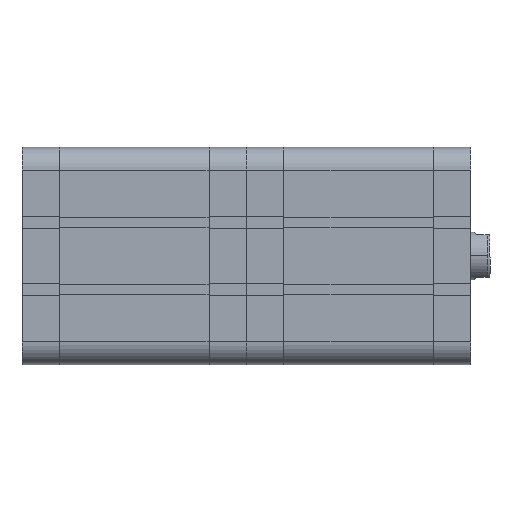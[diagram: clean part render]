
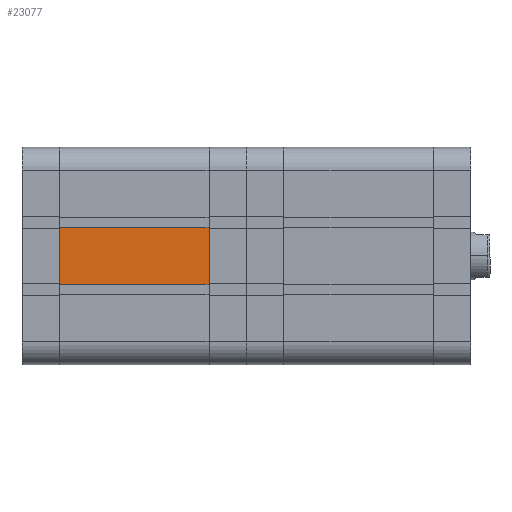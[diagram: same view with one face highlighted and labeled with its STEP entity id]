
A CAD part, front view. The second image highlights one B-rep face of the part: STEP entity #23077.
In plain terms, the highlighted planar face has unit normal (0, -1, 0).
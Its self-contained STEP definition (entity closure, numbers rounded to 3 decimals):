
#767 = CARTESIAN_POINT ( 'NONE',  ( 78.001, -56.75, 14.7 ) ) ;
#1263 = CARTESIAN_POINT ( 'NONE',  ( 78., -56.75, -56.75 ) ) ;
#2900 = EDGE_CURVE ( 'NONE', #20219, #7510, #6668, .T. ) ;
#3041 = PLANE ( 'NONE',  #13467 ) ;
#3413 = VECTOR ( 'NONE', #14714, 1000. ) ;
#5229 = VECTOR ( 'NONE', #22944, 1000. ) ;
#5935 = VERTEX_POINT ( 'NONE', #26570 ) ;
#6264 = FACE_OUTER_BOUND ( 'NONE', #13535, .T. ) ;
#6668 = LINE ( 'NONE', #767, #5229 ) ;
#6960 = ORIENTED_EDGE ( 'NONE', *, *, #25251, .F. ) ;
#7510 = VERTEX_POINT ( 'NONE', #15244 ) ;
#7661 = DIRECTION ( 'NONE',  ( 0., 0., -1. ) ) ;
#7719 = VECTOR ( 'NONE', #7661, 1000. ) ;
#8022 = CARTESIAN_POINT ( 'NONE',  ( 0., -56.75, -56.75 ) ) ;
#12199 = CARTESIAN_POINT ( 'NONE',  ( 78.001, -56.75, -14.7 ) ) ;
#13300 = ORIENTED_EDGE ( 'NONE', *, *, #2900, .T. ) ;
#13467 = AXIS2_PLACEMENT_3D ( 'NONE', #14654, #30770, #25565 ) ;
#13535 = EDGE_LOOP ( 'NONE', ( #13300, #31495, #21275, #6960 ) ) ;
#14245 = CARTESIAN_POINT ( 'NONE',  ( 78., -56.75, -14.7 ) ) ;
#14654 = CARTESIAN_POINT ( 'NONE',  ( 78., -56.75, -56.75 ) ) ;
#14714 = DIRECTION ( 'NONE',  ( -1., 0., 0. ) ) ;
#15244 = CARTESIAN_POINT ( 'NONE',  ( 0., -56.75, 14.7 ) ) ;
#15292 = EDGE_CURVE ( 'NONE', #31853, #5935, #33857, .T. ) ;
#16609 = LINE ( 'NONE', #8022, #7719 ) ;
#20219 = VERTEX_POINT ( 'NONE', #35091 ) ;
#21275 = ORIENTED_EDGE ( 'NONE', *, *, #15292, .F. ) ;
#22551 = EDGE_CURVE ( 'NONE', #7510, #5935, #16609, .T. ) ;
#22944 = DIRECTION ( 'NONE',  ( -1., 0., 0. ) ) ;
#23077 = ADVANCED_FACE ( 'NONE', ( #6264 ), #3041, .F. ) ;
#23078 = LINE ( 'NONE', #1263, #25571 ) ;
#25251 = EDGE_CURVE ( 'NONE', #20219, #31853, #23078, .T. ) ;
#25565 = DIRECTION ( 'NONE',  ( 0., 0., 1. ) ) ;
#25571 = VECTOR ( 'NONE', #31140, 1000. ) ;
#26570 = CARTESIAN_POINT ( 'NONE',  ( 0., -56.75, -14.7 ) ) ;
#30770 = DIRECTION ( 'NONE',  ( 0., 1., 0. ) ) ;
#31140 = DIRECTION ( 'NONE',  ( 0., 0., -1. ) ) ;
#31495 = ORIENTED_EDGE ( 'NONE', *, *, #22551, .T. ) ;
#31853 = VERTEX_POINT ( 'NONE', #14245 ) ;
#33857 = LINE ( 'NONE', #12199, #3413 ) ;
#35091 = CARTESIAN_POINT ( 'NONE',  ( 78., -56.75, 14.7 ) ) ;
